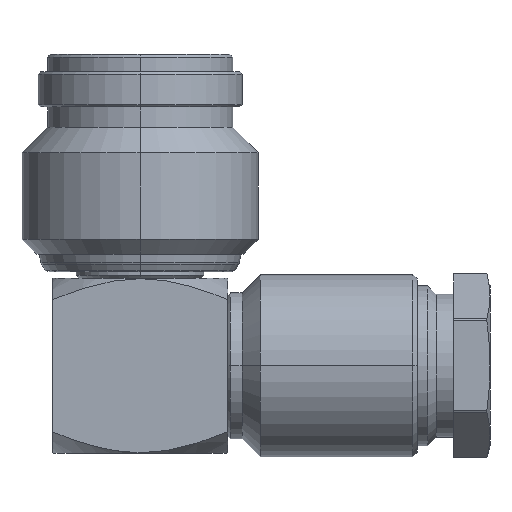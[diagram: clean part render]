
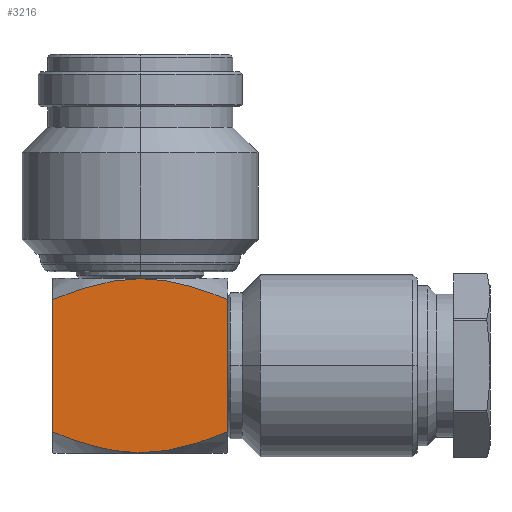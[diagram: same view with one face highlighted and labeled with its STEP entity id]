
A CAD part, left-side view. The second image highlights one B-rep face of the part: STEP entity #3216.
In plain terms, the highlighted planar face has unit normal (-1, 0, 0).
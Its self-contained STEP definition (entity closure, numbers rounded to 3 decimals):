
#63 = CARTESIAN_POINT ( 'NONE',  ( -6., 2.057, -27.16 ) ) ;
#101 = CARTESIAN_POINT ( 'NONE',  ( -6., -6., -25.886 ) ) ;
#409 = CARTESIAN_POINT ( 'NONE',  ( -6., -6., -16.814 ) ) ;
#601 = CARTESIAN_POINT ( 'NONE',  ( -6., -0.519, -15.389 ) ) ;
#918 = CARTESIAN_POINT ( 'NONE',  ( -6., 3.556, -15.933 ) ) ;
#994 = CARTESIAN_POINT ( 'NONE',  ( -6., 5.52, -16.618 ) ) ;
#1337 = CARTESIAN_POINT ( 'NONE',  ( -6., 0., -15.379 ) ) ;
#1916 = AXIS2_PLACEMENT_3D ( 'NONE', #8984, #12233, #13756 ) ;
#2245 = ORIENTED_EDGE ( 'NONE', *, *, #17611, .T. ) ;
#2265 = EDGE_LOOP ( 'NONE', ( #19695, #2245, #15279, #5477, #12952, #13395 ) ) ;
#2624 = CARTESIAN_POINT ( 'NONE',  ( -6., -5.042, -26.277 ) ) ;
#2984 = DIRECTION ( 'NONE',  ( 0., 0., 1. ) ) ;
#3216 = ADVANCED_FACE ( 'NONE', ( #15061 ), #13637, .T. ) ;
#3224 = B_SPLINE_CURVE_WITH_KNOTS ( 'NONE', 3,
 ( #409, #16411, #5401, #16353, #19332, #6817, #6766, #601, #13106, #13231 ),
 .UNSPECIFIED., .F., .F.,
 ( 4, 2, 2, 2, 4 ),
 ( 0.007, 0.01, 0.011, 0.012, 0.013 ),
 .UNSPECIFIED. ) ;
#3239 = CARTESIAN_POINT ( 'NONE',  ( -6., 0., -27.321 ) ) ;
#3699 = EDGE_CURVE ( 'NONE', #4153, #17990, #5722, .T. ) ;
#3789 = LINE ( 'NONE', #15400, #10459 ) ;
#4153 = VERTEX_POINT ( 'NONE', #6887 ) ;
#4291 = CARTESIAN_POINT ( 'NONE',  ( -6., -1.296, -27.244 ) ) ;
#4373 = CARTESIAN_POINT ( 'NONE',  ( -6., 0., -27.321 ) ) ;
#4693 = CARTESIAN_POINT ( 'NONE',  ( -6., 6., -25.886 ) ) ;
#5401 = CARTESIAN_POINT ( 'NONE',  ( -6., -4.063, -16.067 ) ) ;
#5477 = ORIENTED_EDGE ( 'NONE', *, *, #3699, .F. ) ;
#5704 = EDGE_CURVE ( 'NONE', #12067, #17990, #7551, .T. ) ;
#5722 = LINE ( 'NONE', #7631, #18479 ) ;
#5813 = CARTESIAN_POINT ( 'NONE',  ( -6., -4.063, -26.633 ) ) ;
#6347 = CARTESIAN_POINT ( 'NONE',  ( -6., 3.556, -26.767 ) ) ;
#6766 = CARTESIAN_POINT ( 'NONE',  ( -6., -1.038, -15.427 ) ) ;
#6817 = CARTESIAN_POINT ( 'NONE',  ( -6., -1.296, -15.456 ) ) ;
#6887 = CARTESIAN_POINT ( 'NONE',  ( -6., -6., -16.814 ) ) ;
#7551 = B_SPLINE_CURVE_WITH_KNOTS ( 'NONE', 3,
 ( #18435, #19871, #19666, #8955, #4291, #10541, #10337, #5813, #2624, #10270 ),
 .UNSPECIFIED., .F., .F.,
 ( 4, 2, 2, 2, 4 ),
 ( 0.022, 0.023, 0.023, 0.025, 0.028 ),
 .UNSPECIFIED. ) ;
#7631 = CARTESIAN_POINT ( 'NONE',  ( -6., -6., -27.35 ) ) ;
#7984 = CARTESIAN_POINT ( 'NONE',  ( -6., 5.52, -26.082 ) ) ;
#8699 = CARTESIAN_POINT ( 'NONE',  ( -6., 2.057, -15.54 ) ) ;
#8842 = CARTESIAN_POINT ( 'NONE',  ( -6., 5.036, -16.432 ) ) ;
#8955 = CARTESIAN_POINT ( 'NONE',  ( -6., -1.038, -27.273 ) ) ;
#8984 = CARTESIAN_POINT ( 'NONE',  ( -6., 0., -15.35 ) ) ;
#9514 = CARTESIAN_POINT ( 'NONE',  ( -6., 5.036, -26.268 ) ) ;
#10270 = CARTESIAN_POINT ( 'NONE',  ( -6., -6., -25.886 ) ) ;
#10337 = CARTESIAN_POINT ( 'NONE',  ( -6., -2.567, -27.026 ) ) ;
#10344 = B_SPLINE_CURVE_WITH_KNOTS ( 'NONE', 3,
 ( #4693, #7984, #9514, #12487, #6347, #63, #17243, #3239 ),
 .UNSPECIFIED., .F., .F.,
 ( 4, 2, 2, 4 ),
 ( 0.016, 0.017, 0.019, 0.022 ),
 .UNSPECIFIED. ) ;
#10459 = VECTOR ( 'NONE', #2984, 1000. ) ;
#10541 = CARTESIAN_POINT ( 'NONE',  ( -6., -2.063, -27.133 ) ) ;
#11184 = CARTESIAN_POINT ( 'NONE',  ( -6., 6., -25.886 ) ) ;
#11911 = CARTESIAN_POINT ( 'NONE',  ( -6., 4.053, -16.089 ) ) ;
#12067 = VERTEX_POINT ( 'NONE', #4373 ) ;
#12141 = EDGE_CURVE ( 'NONE', #14649, #18671, #3789, .T. ) ;
#12182 = CARTESIAN_POINT ( 'NONE',  ( -6., 6., -16.814 ) ) ;
#12233 = DIRECTION ( 'NONE',  ( -1., 0., 0. ) ) ;
#12366 = EDGE_CURVE ( 'NONE', #4153, #16917, #3224, .T. ) ;
#12487 = CARTESIAN_POINT ( 'NONE',  ( -6., 4.053, -26.611 ) ) ;
#12952 = ORIENTED_EDGE ( 'NONE', *, *, #12366, .T. ) ;
#13106 = CARTESIAN_POINT ( 'NONE',  ( -6., -0.258, -15.379 ) ) ;
#13231 = CARTESIAN_POINT ( 'NONE',  ( -6., 0., -15.379 ) ) ;
#13395 = ORIENTED_EDGE ( 'NONE', *, *, #14180, .T. ) ;
#13637 = PLANE ( 'NONE',  #1916 ) ;
#13756 = DIRECTION ( 'NONE',  ( 0., 0., 1. ) ) ;
#14180 = EDGE_CURVE ( 'NONE', #16917, #18671, #14414, .T. ) ;
#14414 = B_SPLINE_CURVE_WITH_KNOTS ( 'NONE', 3,
 ( #18274, #19907, #8699, #918, #11911, #8842, #994, #19841 ),
 .UNSPECIFIED., .F., .F.,
 ( 4, 2, 2, 4 ),
 ( 0.013, 0.016, 0.018, 0.019 ),
 .UNSPECIFIED. ) ;
#14649 = VERTEX_POINT ( 'NONE', #11184 ) ;
#15061 = FACE_OUTER_BOUND ( 'NONE', #2265, .T. ) ;
#15279 = ORIENTED_EDGE ( 'NONE', *, *, #5704, .T. ) ;
#15400 = CARTESIAN_POINT ( 'NONE',  ( -6., 6., -15.35 ) ) ;
#16353 = CARTESIAN_POINT ( 'NONE',  ( -6., -2.567, -15.674 ) ) ;
#16411 = CARTESIAN_POINT ( 'NONE',  ( -6., -5.042, -16.423 ) ) ;
#16917 = VERTEX_POINT ( 'NONE', #1337 ) ;
#17165 = DIRECTION ( 'NONE',  ( 0., 0., -1. ) ) ;
#17243 = CARTESIAN_POINT ( 'NONE',  ( -6., 1.041, -27.321 ) ) ;
#17611 = EDGE_CURVE ( 'NONE', #14649, #12067, #10344, .T. ) ;
#17990 = VERTEX_POINT ( 'NONE', #101 ) ;
#18274 = CARTESIAN_POINT ( 'NONE',  ( -6., 0., -15.379 ) ) ;
#18435 = CARTESIAN_POINT ( 'NONE',  ( -6., 0., -27.321 ) ) ;
#18479 = VECTOR ( 'NONE', #17165, 1000. ) ;
#18671 = VERTEX_POINT ( 'NONE', #12182 ) ;
#19332 = CARTESIAN_POINT ( 'NONE',  ( -6., -2.063, -15.567 ) ) ;
#19666 = CARTESIAN_POINT ( 'NONE',  ( -6., -0.519, -27.311 ) ) ;
#19695 = ORIENTED_EDGE ( 'NONE', *, *, #12141, .F. ) ;
#19841 = CARTESIAN_POINT ( 'NONE',  ( -6., 6., -16.814 ) ) ;
#19871 = CARTESIAN_POINT ( 'NONE',  ( -6., -0.258, -27.321 ) ) ;
#19907 = CARTESIAN_POINT ( 'NONE',  ( -6., 1.041, -15.379 ) ) ;
